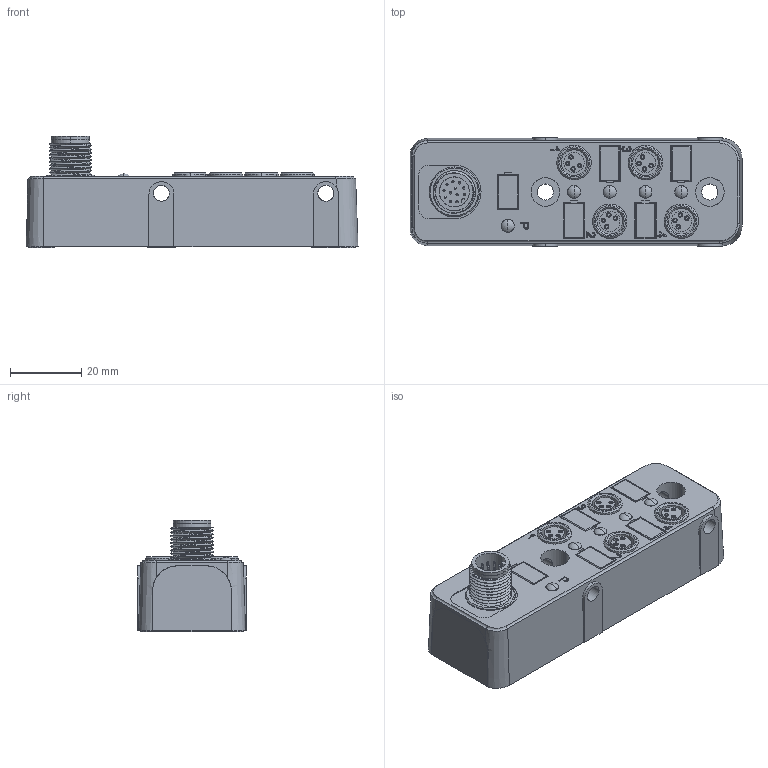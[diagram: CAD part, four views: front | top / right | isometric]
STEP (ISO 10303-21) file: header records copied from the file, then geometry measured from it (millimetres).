
FILE_DESCRIPTION((''),'2;1');
FILE_NAME('ELCO_ESP4-8-3X-Q12','2024-11-06T15:53:49',('elco'),(''),'CREO PARAMETRIC BY PTC INC, 2022424','CREO PARAMETRIC BY PTC INC, 2022424','');
FILE_SCHEMA(('CONFIG_CONTROL_DESIGN'));
Products named in the file (1): ELCO_ESP4-8-3X-Q12
Bounding box: 92.88 x 30.4 x 31.3 mm (x, y, z)
Volume: 51416.7 mm3; surface area: 15656.9 mm2
Topology: 1 solids, 30 shells, 1644 faces, 4457 edges, 2915 vertices
Faces by surface type: plane 1072, cylinder 401, cone 56, extrusion 36, sphere 34, bspline 31, torus 14
Entity records: 56283 total; most frequent: CARTESIAN_POINT 14828, ORIENTED_EDGE 8846, DIRECTION 8173, EDGE_CURVE 4423, VECTOR 3081, LINE 3045, VERTEX_POINT 2915, AXIS2_PLACEMENT_3D 2546
